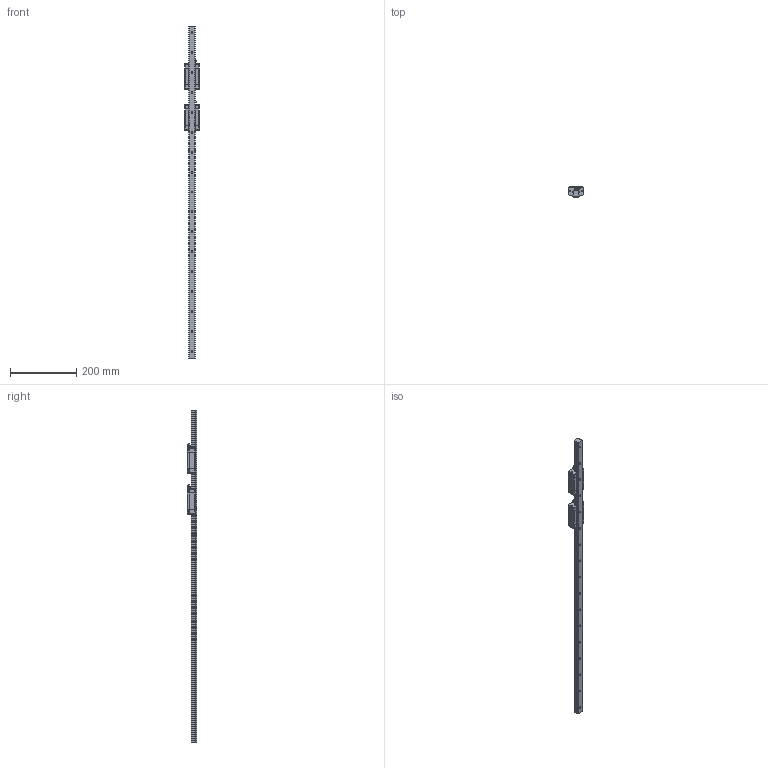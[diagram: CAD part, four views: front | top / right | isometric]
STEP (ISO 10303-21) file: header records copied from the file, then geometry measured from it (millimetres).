
FILE_DESCRIPTION (( 'STEP AP214' ), '1' );
FILE_NAME ('HGR20 LINEAR GUIDE SUBASSEMBLY, 2X HGH20CAZ0C.STEP', '2019-03-07T08:54:35', ( '' ), ( '' ), 'SwSTEP 2.0', 'SolidWorks 2018', '' );
FILE_SCHEMA (( 'AUTOMOTIVE_DESIGN' ));
Length unit declared in the file: millimetre
Products named in the file (19): HGR20R LINEAR GUIDE RAIL, CONFIGURABLE_1000 mm; HGH20CAZ0C, SCREW HEAD; HGH20CAZ0C, BLOCK OIL FILLING PART; HGH20CAZ0C, BLOCK, MIDSECTION; HGR20R LINEAR GUIDE RAIL, CONFIGURABLE; HGR20 LINEAR GUIDE SUBASSEMBLY, 2X HGH20CAZ0C; HGH20CAZ0C
Assembly tree (9 placements, depth 3):
  HGH20CAZ0C, SCREW HEAD
  HGH20CAZ0C, SCREW HEAD
  HGH20CAZ0C, SCREW HEAD
  HGH20CAZ0C, BLOCK, MIDSECTION
  HGH20CAZ0C, SCREW HEAD
Bounding box: 44 x 30 x 1000 mm (x, y, z)
Volume: 419246.9 mm3; surface area: 129763.3 mm2
Topology: 21 solids, 21 shells, 845 faces, 2208 edges, 1436 vertices
Faces by surface type: plane 511, cylinder 222, cone 90, bspline 22
Entity records: 15753 total; most frequent: CARTESIAN_POINT 2631, DIRECTION 2287, ORIENTED_EDGE 2230, EDGE_CURVE 1115, AXIS2_PLACEMENT_3D 796, VERTEX_POINT 732, VECTOR 695, LINE 695
